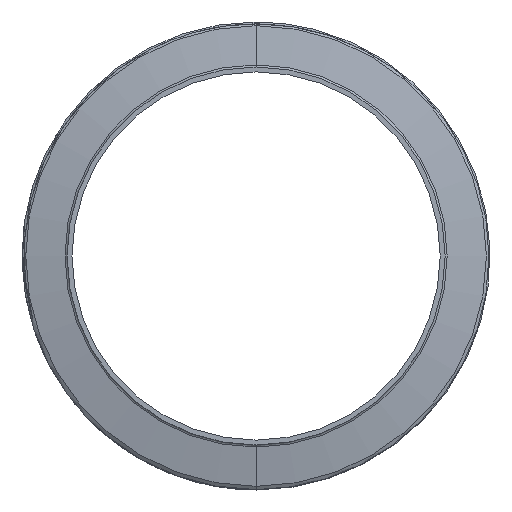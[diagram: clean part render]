
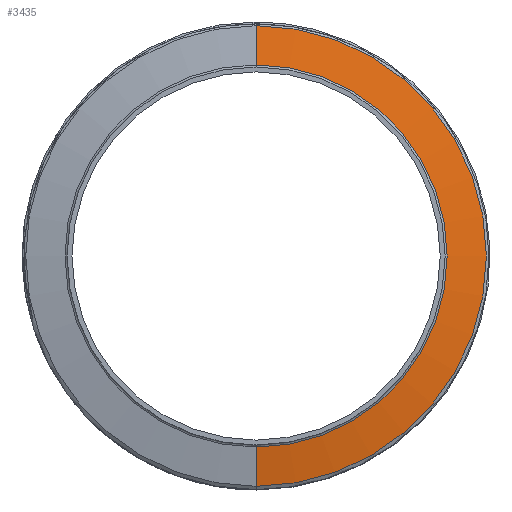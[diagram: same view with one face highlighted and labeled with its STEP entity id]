
A CAD part, left-side view. The second image highlights one B-rep face of the part: STEP entity #3435.
In plain terms, the highlighted conical face has half-angle 80 degrees and reference radius 93.817 mm.
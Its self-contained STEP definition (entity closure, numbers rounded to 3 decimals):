
#90 = EDGE_CURVE ( 'NONE', #509, #4331, #861, .T. ) ;
#145 = CARTESIAN_POINT ( 'NONE',  ( 1.24, -81.564, -77.826 ) ) ;
#181 = DIRECTION ( 'NONE',  ( 1., 0., 0. ) ) ;
#363 = DIRECTION ( 'NONE',  ( -1., 0., 0. ) ) ;
#509 = VERTEX_POINT ( 'NONE', #145 ) ;
#512 = EDGE_CURVE ( 'NONE', #509, #3971, #2373, .T. ) ;
#555 = ORIENTED_EDGE ( 'NONE', *, *, #512, .F. ) ;
#719 = ORIENTED_EDGE ( 'NONE', *, *, #5272, .F. ) ;
#861 = LINE ( 'NONE', #3746, #3046 ) ;
#1083 = CARTESIAN_POINT ( 'NONE',  ( 4.06, -81.564, 0. ) ) ;
#1454 = CARTESIAN_POINT ( 'NONE',  ( 4.06, -81.564, 93.817 ) ) ;
#1557 = CARTESIAN_POINT ( 'NONE',  ( 4.06, -81.564, 93.817 ) ) ;
#1563 = EDGE_LOOP ( 'NONE', ( #719, #555, #4943, #4356 ) ) ;
#1567 = DIRECTION ( 'NONE',  ( 0., 0., 1. ) ) ;
#1790 = CARTESIAN_POINT ( 'NONE',  ( 1.24, -81.564, 0. ) ) ;
#1853 = VERTEX_POINT ( 'NONE', #1557 ) ;
#2218 = DIRECTION ( 'NONE',  ( -1., 0., 0. ) ) ;
#2373 = CIRCLE ( 'NONE', #2550, 77.826 ) ;
#2550 = AXIS2_PLACEMENT_3D ( 'NONE', #1790, #2218, #3450 ) ;
#2672 = CARTESIAN_POINT ( 'NONE',  ( 4.06, -81.564, 0. ) ) ;
#2707 = VECTOR ( 'NONE', #3122, 1000. ) ;
#3046 = VECTOR ( 'NONE', #4934, 1000. ) ;
#3122 = DIRECTION ( 'NONE',  ( 0.174, 0., 0.985 ) ) ;
#3435 = ADVANCED_FACE ( 'NONE', ( #3888 ), #4694, .T. ) ;
#3450 = DIRECTION ( 'NONE',  ( 0., 0., 1. ) ) ;
#3746 = CARTESIAN_POINT ( 'NONE',  ( 4.06, -81.564, -93.817 ) ) ;
#3888 = FACE_OUTER_BOUND ( 'NONE', #1563, .T. ) ;
#3971 = VERTEX_POINT ( 'NONE', #4088 ) ;
#4088 = CARTESIAN_POINT ( 'NONE',  ( 1.24, -81.564, 77.826 ) ) ;
#4177 = AXIS2_PLACEMENT_3D ( 'NONE', #1083, #363, #1567 ) ;
#4331 = VERTEX_POINT ( 'NONE', #5042 ) ;
#4356 = ORIENTED_EDGE ( 'NONE', *, *, #4549, .T. ) ;
#4549 = EDGE_CURVE ( 'NONE', #4331, #1853, #4853, .T. ) ;
#4694 = CONICAL_SURFACE ( 'NONE', #5038, 93.817, 1.396 ) ;
#4702 = DIRECTION ( 'NONE',  ( 0., 0., -1. ) ) ;
#4853 = CIRCLE ( 'NONE', #4177, 93.817 ) ;
#4934 = DIRECTION ( 'NONE',  ( 0.174, 0., -0.985 ) ) ;
#4943 = ORIENTED_EDGE ( 'NONE', *, *, #90, .T. ) ;
#5038 = AXIS2_PLACEMENT_3D ( 'NONE', #2672, #181, #4702 ) ;
#5042 = CARTESIAN_POINT ( 'NONE',  ( 4.06, -81.564, -93.817 ) ) ;
#5169 = LINE ( 'NONE', #1454, #2707 ) ;
#5272 = EDGE_CURVE ( 'NONE', #3971, #1853, #5169, .T. ) ;
